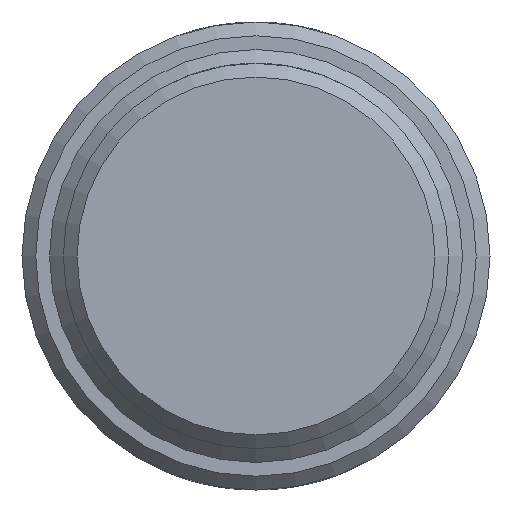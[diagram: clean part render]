
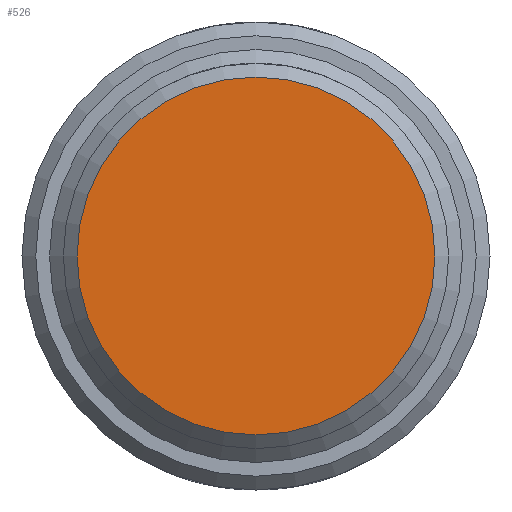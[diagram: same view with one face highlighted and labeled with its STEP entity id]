
A CAD part, left-side view. The second image highlights one B-rep face of the part: STEP entity #526.
In plain terms, the highlighted planar face has unit normal (-1, 0, 0).
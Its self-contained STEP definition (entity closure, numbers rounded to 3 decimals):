
#405=CARTESIAN_POINT('',(0.,6.5,0.));
#406=VERTEX_POINT('',#405);
#407=CARTESIAN_POINT('',(0.,0.,0.0));
#408=DIRECTION('',(1.0,0.0,0.0));
#409=DIRECTION('',(0.0,-1.0,0.0));
#410=AXIS2_PLACEMENT_3D('',#407,#408,#409);
#411=CIRCLE('',#410,6.5);
#412=EDGE_CURVE('',#406,#406,#411,.T.);
#518=CARTESIAN_POINT('',(0.0,3.5,0.0));
#519=DIRECTION('',(-1.0,0.0,0.0));
#520=DIRECTION('',(0.0,0.0,1.0));
#521=AXIS2_PLACEMENT_3D('',#518,#519,#520);
#522=PLANE('',#521);
#523=ORIENTED_EDGE('',*,*,#412,.F.);
#524=EDGE_LOOP('',(#523));
#525=FACE_OUTER_BOUND('',#524,.T.);
#526=ADVANCED_FACE('',(#525),#522,.T.);
